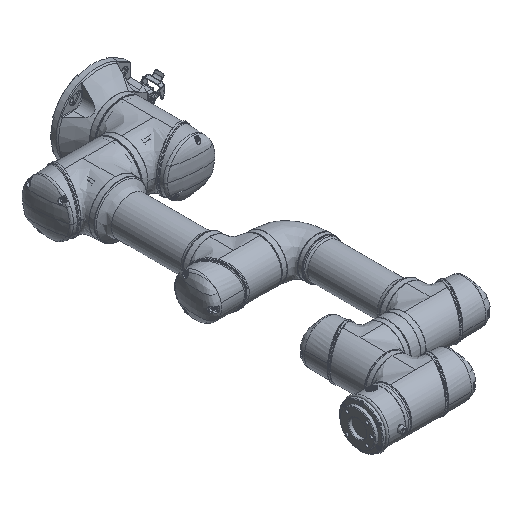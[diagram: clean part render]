
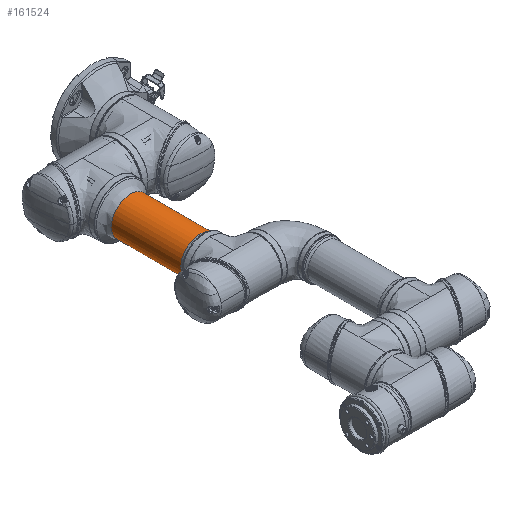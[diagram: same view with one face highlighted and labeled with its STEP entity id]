
A CAD part, isometric view. The second image highlights one B-rep face of the part: STEP entity #161524.
In plain terms, the highlighted cylindrical face has radius 34 mm (diameter 68 mm), a full revolution.
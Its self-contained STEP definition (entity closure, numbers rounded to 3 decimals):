
#1287 = DIRECTION ( 'NONE',  ( 1., 0., 0. ) ) ;
#1309 = DIRECTION ( 'NONE',  ( 0., 0., 1. ) ) ;
#9379 = CIRCLE ( 'NONE', #111022, 34. ) ;
#18497 = VERTEX_POINT ( 'NONE', #168222 ) ;
#39478 = DIRECTION ( 'NONE',  ( 1., 0., 0. ) ) ;
#46941 = ORIENTED_EDGE ( 'NONE', *, *, #91830, .T. ) ;
#72978 = DIRECTION ( 'NONE',  ( 1., 0., 0. ) ) ;
#86694 = ORIENTED_EDGE ( 'NONE', *, *, #127202, .T. ) ;
#91830 = EDGE_CURVE ( 'NONE', #18497, #18497, #124868, .T. ) ;
#93093 = FACE_OUTER_BOUND ( 'NONE', #237761, .T. ) ;
#94271 = DIRECTION ( 'NONE',  ( 0., 0., 1. ) ) ;
#97033 = EDGE_LOOP ( 'NONE', ( #86694 ) ) ;
#111022 = AXIS2_PLACEMENT_3D ( 'NONE', #134058, #94271, #1287 ) ;
#122766 = AXIS2_PLACEMENT_3D ( 'NONE', #190416, #1309, #39478 ) ;
#124868 = CIRCLE ( 'NONE', #192315, 34. ) ;
#127202 = EDGE_CURVE ( 'NONE', #160639, #160639, #9379, .T. ) ;
#134058 = CARTESIAN_POINT ( 'NONE',  ( 0., -68.6, -209.284 ) ) ;
#137567 = CYLINDRICAL_SURFACE ( 'NONE', #122766, 34. ) ;
#145999 = CARTESIAN_POINT ( 'NONE',  ( 0., -68.6, -84.99 ) ) ;
#160639 = VERTEX_POINT ( 'NONE', #192968 ) ;
#161524 = ADVANCED_FACE ( 'NONE', ( #93093, #185121 ), #137567, .T. ) ;
#168222 = CARTESIAN_POINT ( 'NONE',  ( 34., -68.6, -84.99 ) ) ;
#185121 = FACE_OUTER_BOUND ( 'NONE', #97033, .T. ) ;
#190416 = CARTESIAN_POINT ( 'NONE',  ( 0., -68.6, 62.303 ) ) ;
#192315 = AXIS2_PLACEMENT_3D ( 'NONE', #145999, #206446, #72978 ) ;
#192968 = CARTESIAN_POINT ( 'NONE',  ( 34., -68.6, -209.284 ) ) ;
#206446 = DIRECTION ( 'NONE',  ( 0., 0., -1. ) ) ;
#237761 = EDGE_LOOP ( 'NONE', ( #46941 ) ) ;
